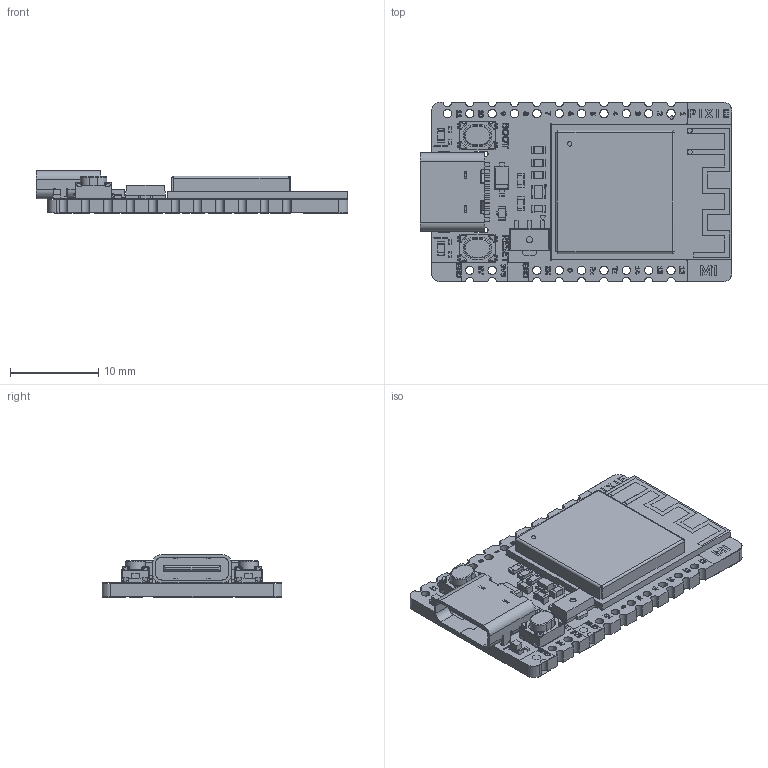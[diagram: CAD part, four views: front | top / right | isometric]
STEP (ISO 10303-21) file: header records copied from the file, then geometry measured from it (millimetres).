
FILE_DESCRIPTION(('KiCad electronic assembly'),'2;1');
FILE_NAME('STP_SMD-MTA0007.step','2025-08-12T22:57:03',('Pcbnew'),( 'Kicad'),'Open CASCADE STEP processor 7.8','KiCad to STEP converter' ,'Unknown');
FILE_SCHEMA(('AUTOMOTIVE_DESIGN { 1 0 10303 214 1 1 1 1 }'));
Length unit declared in the file: millimetre
Products named in the file (15): STP_SMD-MTA0007 1; R_0603_1608Metric; C_0603_1608Metric; R_0201_0603Metric; skrpade010; Type-C 16P; LED_0603_1608Metric; XL-1615RGBC-WS2812B; D_SOD-123F; SOT-89-3; STP_SMD-MTA0007 1.13.1; Fuse_0603_1608Metric; ESP32-S3-MINI-1-N4R2; Axiometa-PIXIE-M1_silkscreen; Axiometa-PIXIE-M1_PCB
Assembly tree (23 placements, depth 3):
  STP_SMD-MTA0007 1
    R_0603_1608Metric  x3
    C_0603_1608Metric  x3
    R_0201_0603Metric  x4
    skrpade010  x2
    Type-C 16P
    LED_0603_1608Metric  x2
    XL-1615RGBC-WS2812B
    D_SOD-123F
    SOT-89-3
      STP_SMD-MTA0007 1.13.1
    Fuse_0603_1608Metric
    ESP32-S3-MINI-1-N4R2
    Axiometa-PIXIE-M1_silkscreen
    Axiometa-PIXIE-M1_PCB
Bounding box: 35.38 x 20.4 x 4.88 mm (x, y, z)
Volume: 1386 mm3; surface area: 3866.7 mm2
Topology: 107 solids, 267 shells, 2619 faces, 9902 edges, 7632 vertices
Faces by surface type: plane 1899, cylinder 566, sphere 96, bspline 50, torus 8
Full cylindrical faces by diameter (mm): 0.7 x1, 0.95 x22
Entity records: 98717 total; most frequent: CARTESIAN_POINT 21151, DIRECTION 13827, ORIENTED_EDGE 13108, EDGE_CURVE 8435, LINE 6991, VECTOR 6991, VERTEX_POINT 6798, AXIS2_PLACEMENT_3D 3418
